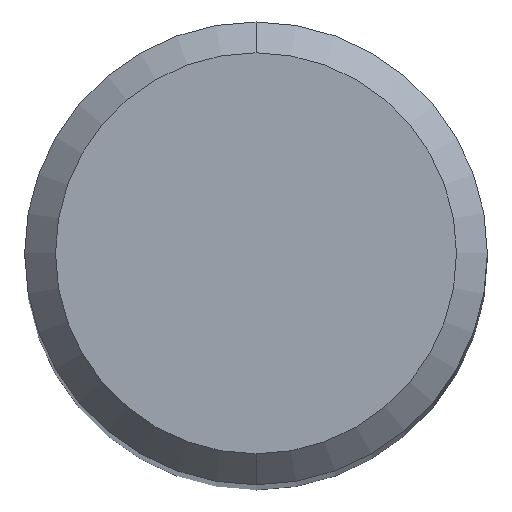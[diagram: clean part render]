
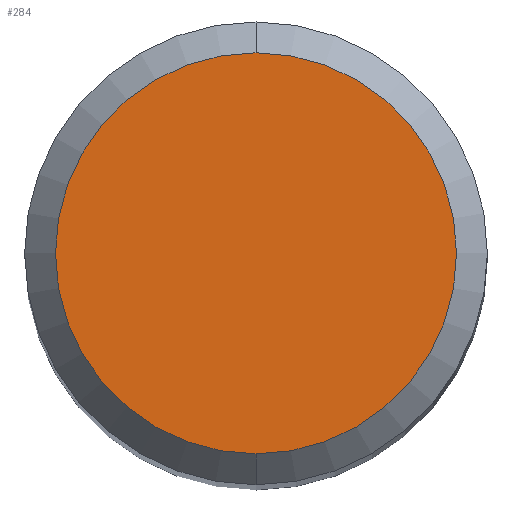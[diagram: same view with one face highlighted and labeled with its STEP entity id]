
A CAD part, top view. The second image highlights one B-rep face of the part: STEP entity #284.
In plain terms, the highlighted planar face has unit normal (0, 0, 1).
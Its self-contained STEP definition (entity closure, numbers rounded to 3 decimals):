
#194=VERTEX_POINT('',#528);
#242=EDGE_CURVE('',#194,#382,#580,.T.);
#284=ADVANCED_FACE('',(#627),#628,.T.);
#330=EDGE_CURVE('',#382,#194,#680,.T.);
#382=VERTEX_POINT('',#737);
#528=CARTESIAN_POINT('',(0.0,2.6,0.0));
#580=CIRCLE('',#1064,2.6);
#627=FACE_OUTER_BOUND('',#1131,.T.);
#628=PLANE('',#1132);
#680=CIRCLE('',#1211,2.6);
#737=CARTESIAN_POINT('',(0.,-2.6,0.0));
#1064=AXIS2_PLACEMENT_3D('',#1608,#1609,#1610);
#1131=EDGE_LOOP('',(#1656,#1657));
#1132=AXIS2_PLACEMENT_3D('',#1658,#1659,#1660);
#1211=AXIS2_PLACEMENT_3D('',#1733,#1734,#1735);
#1608=CARTESIAN_POINT('',(0.0,0.0,0.0));
#1609=DIRECTION('',(0.0,0.0,-1.0));
#1610=DIRECTION('',(0.0,1.0,0.0));
#1656=ORIENTED_EDGE('',*,*,#242,.F.);
#1657=ORIENTED_EDGE('',*,*,#330,.F.);
#1658=CARTESIAN_POINT('',(0.0,1.3,0.0));
#1659=DIRECTION('',(-0.0,0.0,1.0));
#1660=DIRECTION('',(0.0,-1.0,0.0));
#1733=CARTESIAN_POINT('',(0.0,0.0,0.0));
#1734=DIRECTION('',(0.0,0.0,-1.0));
#1735=DIRECTION('',(0.0,1.0,0.0));
